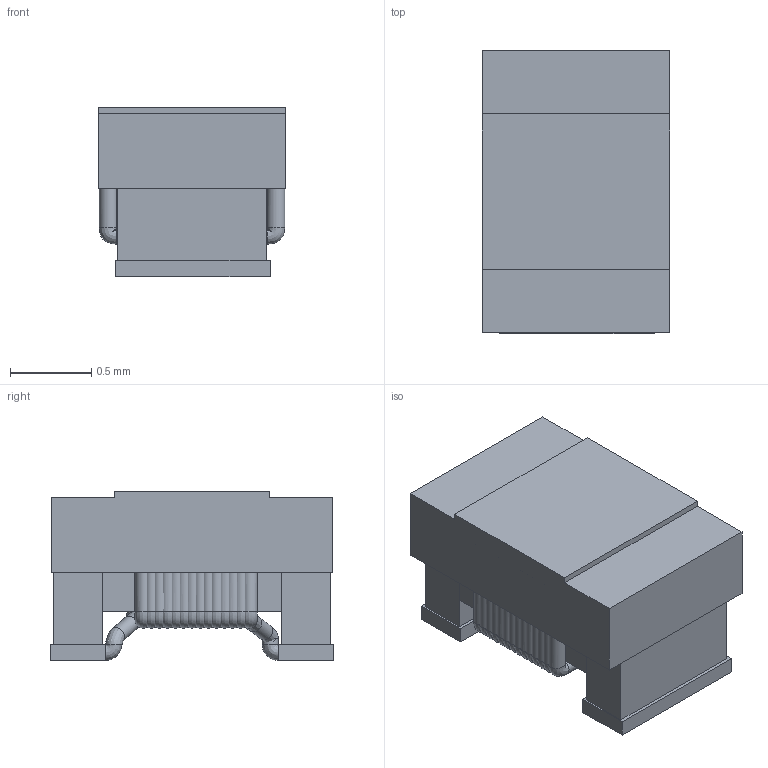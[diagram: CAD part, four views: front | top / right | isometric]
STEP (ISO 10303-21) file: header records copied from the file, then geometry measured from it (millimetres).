
FILE_DESCRIPTION(('FreeCAD Model'),'2;1');
FILE_NAME('Open CASCADE Shape Model','2021-09-16T21:15:04',('Author'),( ''),'Open CASCADE STEP processor 7.5','FreeCAD','Unknown');
FILE_SCHEMA(('AUTOMOTIVE_DESIGN { 1 0 10303 214 1 1 1 1 }'));
Length unit declared in the file: millimetre
Products named in the file (77): Part076; Part; Part003; Part006; Part007; Part008; Part009; Part010; Part011; Part012; Part013; Part014; Part015; Part016; Part017; Part018; Part019; Part020; Part021; Part022; Part023; Part024; Part025; Part026; Part027; Part028; Part029; Part030; Part031; Part032; Part033; Part034; Part035; Part036; Part037; Part038; Part039; Part040; Part041; Part042 ...
Assembly tree (76 placements, depth 2):
  Part076
    Part
    Part003
    Part006
    Part007
    Part008
    Part009
    Part010
    Part011
    Part012
    Part013
    Part014
    Part015
    Part016
    Part017
    Part018
    Part019
    Part020
    Part021
    Part022
    Part023
    Part024
    Part025
    Part026
    Part027
    Part028
    Part029
    Part030
    Part031
    Part032
    Part033
    Part034
    Part035
    Part036
    Part037
    Part038
    Part039
    Part040
    Part041
    Part042
    Part043
    Part044
    Part045
    Part046
    Part047
    Part048
    Part049
    Part050
    Part051
    Part052
    Part053
    Part054
    Part055
    Part056
    Part057
    Part058
    Part059
    Part060
    Part061
    Part062
Bounding box: 1.15 x 1.74 x 1.04 mm (x, y, z)
Volume: 2.1 mm3; surface area: 33.8 mm2
Topology: 6 solids, 76 shells, 166 faces, 467 edges, 315 vertices
Faces by surface type: bspline 142, plane 24
Entity records: 28373 total; most frequent: CARTESIAN_POINT 19537, DIRECTION 934, ORIENTED_EDGE 770, PCURVE 770, DEFINITIONAL_REPRESENTATION 770, LINE 732, VECTOR 732, EDGE_CURVE 467
